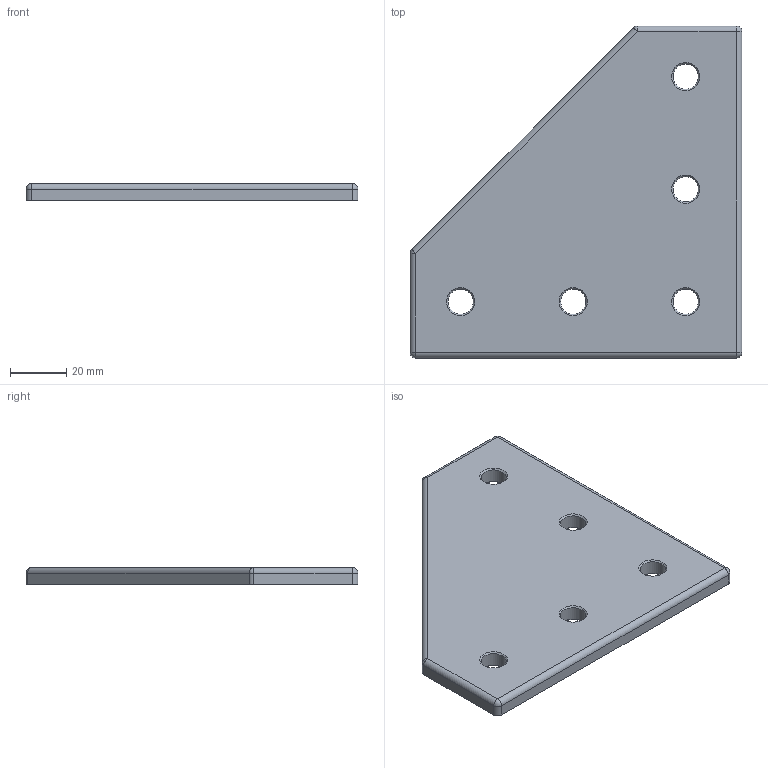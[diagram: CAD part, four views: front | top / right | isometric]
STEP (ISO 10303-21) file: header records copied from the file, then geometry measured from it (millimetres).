
FILE_DESCRIPTION( ( 'STEP AP203' ), '1' );
FILE_NAME( '093VL120120.stp', '2021-11-22T10:58:10', ( 'License CC BY-ND 4.0' ), ( 'CADENAS' ), ' ', 'PARTsolutions', ' ' );
FILE_SCHEMA( ( 'CONFIG_CONTROL_DESIGN' ) );
Length unit declared in the file: millimetre
Products named in the file (1): _093VL120120
Bounding box: 118 x 118 x 6 mm (x, y, z)
Volume: 62022.2 mm3; surface area: 23745 mm2
Topology: 1 solids, 1 shells, 37 faces, 85 edges, 45 vertices
Faces by surface type: cylinder 15, cone 10, plane 7, sphere 5
Full cylindrical faces by diameter (mm): 9 x5
Entity records: 983 total; most frequent: DIRECTION 181, CARTESIAN_POINT 148, ORIENTED_EDGE 130, AXIS2_PLACEMENT_3D 78, EDGE_CURVE 65, EDGE_LOOP 62, VERTEX_POINT 45, FACE_OUTER_BOUND 42
